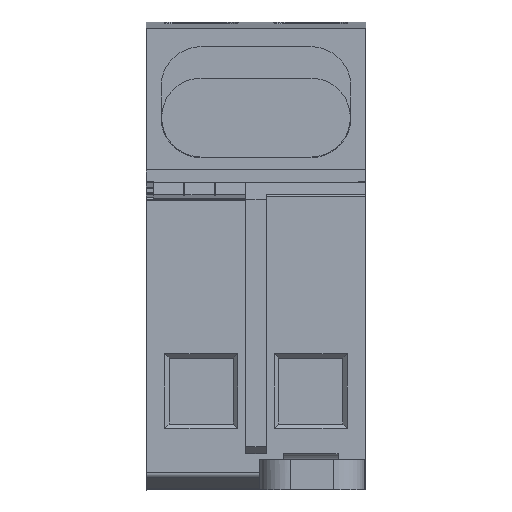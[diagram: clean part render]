
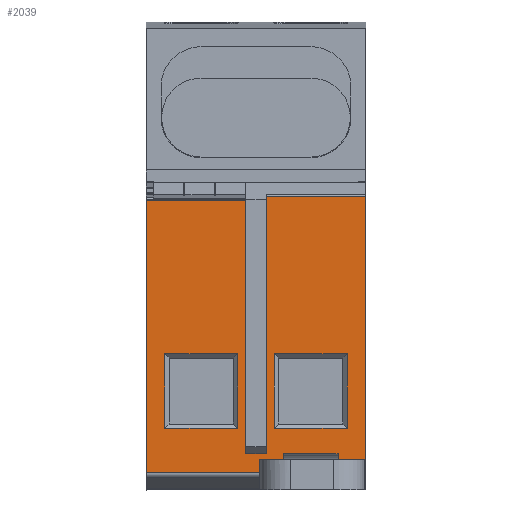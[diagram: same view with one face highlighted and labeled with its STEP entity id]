
A CAD part, front view. The second image highlights one B-rep face of the part: STEP entity #2039.
In plain terms, the highlighted planar face has unit normal (0, -1, 0).
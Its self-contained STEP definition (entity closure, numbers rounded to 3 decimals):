
#1880=AXIS2_PLACEMENT_3D('Plane Axis2P3D',#1877,#1878,#1879) ;
#563=CARTESIAN_POINT('Line Origine',(0.,6.5,24.897)) ;
#567=CARTESIAN_POINT('Vertex',(0.,6.5,46.974)) ;
#569=CARTESIAN_POINT('Vertex',(0.,6.5,2.821)) ;
#1877=CARTESIAN_POINT('Axis2P3D Location',(17.8,6.5,47.678)) ;
#1882=CARTESIAN_POINT('Line Origine',(16.15,6.5,26.437)) ;
#1886=CARTESIAN_POINT('Vertex',(16.15,6.5,46.974)) ;
#1888=CARTESIAN_POINT('Vertex',(16.15,6.5,5.9)) ;
#1891=CARTESIAN_POINT('Line Origine',(8.075,6.5,46.974)) ;
#1896=CARTESIAN_POINT('Line Origine',(11.15,6.5,2.821)) ;
#1900=CARTESIAN_POINT('Vertex',(22.3,6.5,2.821)) ;
#1903=CARTESIAN_POINT('Line Origine',(22.3,6.5,4.36)) ;
#1907=CARTESIAN_POINT('Vertex',(22.3,6.5,5.9)) ;
#1910=CARTESIAN_POINT('Line Origine',(26.7,6.5,5.9)) ;
#1914=CARTESIAN_POINT('Vertex',(31.1,6.5,5.9)) ;
#1917=CARTESIAN_POINT('Line Origine',(31.1,6.5,4.36)) ;
#1921=CARTESIAN_POINT('Vertex',(31.1,6.5,2.821)) ;
#1924=CARTESIAN_POINT('Line Origine',(33.35,6.5,2.821)) ;
#1928=CARTESIAN_POINT('Vertex',(35.6,6.5,2.821)) ;
#1931=CARTESIAN_POINT('Line Origine',(35.6,6.5,25.249)) ;
#1935=CARTESIAN_POINT('Vertex',(35.6,6.5,47.678)) ;
#1938=CARTESIAN_POINT('Line Origine',(27.525,6.5,47.678)) ;
#1942=CARTESIAN_POINT('Vertex',(19.45,6.5,47.678)) ;
#1945=CARTESIAN_POINT('Line Origine',(19.45,6.5,26.789)) ;
#1949=CARTESIAN_POINT('Vertex',(19.45,6.5,5.9)) ;
#1952=CARTESIAN_POINT('Line Origine',(17.8,6.5,5.9)) ;
#1971=CARTESIAN_POINT('Line Origine',(20.8,6.5,16.05)) ;
#1975=CARTESIAN_POINT('Vertex',(20.8,6.5,22.1)) ;
#1977=CARTESIAN_POINT('Vertex',(20.8,6.5,10.)) ;
#1980=CARTESIAN_POINT('Line Origine',(26.7,6.5,22.1)) ;
#1984=CARTESIAN_POINT('Vertex',(32.6,6.5,22.1)) ;
#1987=CARTESIAN_POINT('Line Origine',(32.6,6.5,16.05)) ;
#1991=CARTESIAN_POINT('Vertex',(32.6,6.5,10.)) ;
#1994=CARTESIAN_POINT('Line Origine',(26.7,6.5,10.)) ;
#2005=CARTESIAN_POINT('Line Origine',(14.8,6.5,16.05)) ;
#2009=CARTESIAN_POINT('Vertex',(14.8,6.5,10.)) ;
#2011=CARTESIAN_POINT('Vertex',(14.8,6.5,22.1)) ;
#2014=CARTESIAN_POINT('Line Origine',(8.9,6.5,10.)) ;
#2018=CARTESIAN_POINT('Vertex',(3.,6.5,10.)) ;
#2021=CARTESIAN_POINT('Line Origine',(3.,6.5,16.05)) ;
#2025=CARTESIAN_POINT('Vertex',(3.,6.5,22.1)) ;
#2028=CARTESIAN_POINT('Line Origine',(8.9,6.5,22.1)) ;
#564=DIRECTION('Vector Direction',(0.,0.,-1.)) ;
#1878=DIRECTION('Axis2P3D Direction',(0.,1.,0.)) ;
#1879=DIRECTION('Axis2P3D XDirection',(-1.,0.,0.)) ;
#1883=DIRECTION('Vector Direction',(0.,0.,-1.)) ;
#1892=DIRECTION('Vector Direction',(1.,0.,0.)) ;
#1897=DIRECTION('Vector Direction',(1.,0.,0.)) ;
#1904=DIRECTION('Vector Direction',(0.,0.,-1.)) ;
#1911=DIRECTION('Vector Direction',(-1.,0.,0.)) ;
#1918=DIRECTION('Vector Direction',(0.,0.,-1.)) ;
#1925=DIRECTION('Vector Direction',(1.,0.,0.)) ;
#1932=DIRECTION('Vector Direction',(0.,0.,-1.)) ;
#1939=DIRECTION('Vector Direction',(1.,0.,0.)) ;
#1946=DIRECTION('Vector Direction',(0.,0.,-1.)) ;
#1953=DIRECTION('Vector Direction',(-1.,0.,0.)) ;
#1972=DIRECTION('Vector Direction',(0.,0.,-1.)) ;
#1981=DIRECTION('Vector Direction',(-1.,0.,0.)) ;
#1988=DIRECTION('Vector Direction',(0.,0.,1.)) ;
#1995=DIRECTION('Vector Direction',(1.,0.,0.)) ;
#2006=DIRECTION('Vector Direction',(0.,0.,1.)) ;
#2015=DIRECTION('Vector Direction',(1.,0.,0.)) ;
#2022=DIRECTION('Vector Direction',(0.,0.,-1.)) ;
#2029=DIRECTION('Vector Direction',(-1.,0.,0.)) ;
#565=VECTOR('Line Direction',#564,1.) ;
#1884=VECTOR('Line Direction',#1883,1.) ;
#1893=VECTOR('Line Direction',#1892,1.) ;
#1898=VECTOR('Line Direction',#1897,1.) ;
#1905=VECTOR('Line Direction',#1904,1.) ;
#1912=VECTOR('Line Direction',#1911,1.) ;
#1919=VECTOR('Line Direction',#1918,1.) ;
#1926=VECTOR('Line Direction',#1925,1.) ;
#1933=VECTOR('Line Direction',#1932,1.) ;
#1940=VECTOR('Line Direction',#1939,1.) ;
#1947=VECTOR('Line Direction',#1946,1.) ;
#1954=VECTOR('Line Direction',#1953,1.) ;
#1973=VECTOR('Line Direction',#1972,1.) ;
#1982=VECTOR('Line Direction',#1981,1.) ;
#1989=VECTOR('Line Direction',#1988,1.) ;
#1996=VECTOR('Line Direction',#1995,1.) ;
#2007=VECTOR('Line Direction',#2006,1.) ;
#2016=VECTOR('Line Direction',#2015,1.) ;
#2023=VECTOR('Line Direction',#2022,1.) ;
#2030=VECTOR('Line Direction',#2029,1.) ;
#1958=ORIENTED_EDGE('',*,*,#1890,.F.) ;
#1959=ORIENTED_EDGE('',*,*,#1895,.F.) ;
#1960=ORIENTED_EDGE('',*,*,#571,.T.) ;
#1961=ORIENTED_EDGE('',*,*,#1902,.T.) ;
#1962=ORIENTED_EDGE('',*,*,#1909,.F.) ;
#1963=ORIENTED_EDGE('',*,*,#1916,.F.) ;
#1964=ORIENTED_EDGE('',*,*,#1923,.T.) ;
#1965=ORIENTED_EDGE('',*,*,#1930,.F.) ;
#1966=ORIENTED_EDGE('',*,*,#1937,.F.) ;
#1967=ORIENTED_EDGE('',*,*,#1944,.T.) ;
#1968=ORIENTED_EDGE('',*,*,#1951,.T.) ;
#1969=ORIENTED_EDGE('',*,*,#1956,.T.) ;
#2000=ORIENTED_EDGE('',*,*,#1979,.F.) ;
#2001=ORIENTED_EDGE('',*,*,#1986,.F.) ;
#2002=ORIENTED_EDGE('',*,*,#1993,.F.) ;
#2003=ORIENTED_EDGE('',*,*,#1998,.F.) ;
#2034=ORIENTED_EDGE('',*,*,#2013,.F.) ;
#2035=ORIENTED_EDGE('',*,*,#2020,.F.) ;
#2036=ORIENTED_EDGE('',*,*,#2027,.F.) ;
#2037=ORIENTED_EDGE('',*,*,#2032,.F.) ;
#2004=FACE_BOUND('',#1999,.T.) ;
#2038=FACE_BOUND('',#2033,.T.) ;
#2039=ADVANCED_FACE('SOCKEL',(#1970,#2004,#2038),#1881,.F.) ;
#571=EDGE_CURVE('',#568,#570,#566,.T.) ;
#1890=EDGE_CURVE('',#1887,#1889,#1885,.T.) ;
#1895=EDGE_CURVE('',#568,#1887,#1894,.T.) ;
#1902=EDGE_CURVE('',#570,#1901,#1899,.T.) ;
#1909=EDGE_CURVE('',#1908,#1901,#1906,.T.) ;
#1916=EDGE_CURVE('',#1915,#1908,#1913,.T.) ;
#1923=EDGE_CURVE('',#1915,#1922,#1920,.T.) ;
#1930=EDGE_CURVE('',#1929,#1922,#1927,.F.) ;
#1937=EDGE_CURVE('',#1936,#1929,#1934,.T.) ;
#1944=EDGE_CURVE('',#1936,#1943,#1941,.F.) ;
#1951=EDGE_CURVE('',#1943,#1950,#1948,.T.) ;
#1956=EDGE_CURVE('',#1950,#1889,#1955,.T.) ;
#1979=EDGE_CURVE('',#1976,#1978,#1974,.T.) ;
#1986=EDGE_CURVE('',#1985,#1976,#1983,.T.) ;
#1993=EDGE_CURVE('',#1992,#1985,#1990,.T.) ;
#1998=EDGE_CURVE('',#1978,#1992,#1997,.T.) ;
#2013=EDGE_CURVE('',#2010,#2012,#2008,.T.) ;
#2020=EDGE_CURVE('',#2019,#2010,#2017,.T.) ;
#2027=EDGE_CURVE('',#2026,#2019,#2024,.T.) ;
#2032=EDGE_CURVE('',#2012,#2026,#2031,.T.) ;
#1957=EDGE_LOOP('',(#1958,#1959,#1960,#1961,#1962,#1963,#1964,#1965,#1966,#1967,#1968,#1969)) ;
#1999=EDGE_LOOP('',(#2000,#2001,#2002,#2003)) ;
#2033=EDGE_LOOP('',(#2034,#2035,#2036,#2037)) ;
#1970=FACE_OUTER_BOUND('',#1957,.T.) ;
#566=LINE('Line',#563,#565) ;
#1885=LINE('Line',#1882,#1884) ;
#1894=LINE('Line',#1891,#1893) ;
#1899=LINE('Line',#1896,#1898) ;
#1906=LINE('Line',#1903,#1905) ;
#1913=LINE('Line',#1910,#1912) ;
#1920=LINE('Line',#1917,#1919) ;
#1927=LINE('Line',#1924,#1926) ;
#1934=LINE('Line',#1931,#1933) ;
#1941=LINE('Line',#1938,#1940) ;
#1948=LINE('Line',#1945,#1947) ;
#1955=LINE('Line',#1952,#1954) ;
#1974=LINE('Line',#1971,#1973) ;
#1983=LINE('Line',#1980,#1982) ;
#1990=LINE('Line',#1987,#1989) ;
#1997=LINE('Line',#1994,#1996) ;
#2008=LINE('Line',#2005,#2007) ;
#2017=LINE('Line',#2014,#2016) ;
#2024=LINE('Line',#2021,#2023) ;
#2031=LINE('Line',#2028,#2030) ;
#1881=PLANE('',#1880) ;
#568=VERTEX_POINT('',#567) ;
#570=VERTEX_POINT('',#569) ;
#1887=VERTEX_POINT('',#1886) ;
#1889=VERTEX_POINT('',#1888) ;
#1901=VERTEX_POINT('',#1900) ;
#1908=VERTEX_POINT('',#1907) ;
#1915=VERTEX_POINT('',#1914) ;
#1922=VERTEX_POINT('',#1921) ;
#1929=VERTEX_POINT('',#1928) ;
#1936=VERTEX_POINT('',#1935) ;
#1943=VERTEX_POINT('',#1942) ;
#1950=VERTEX_POINT('',#1949) ;
#1976=VERTEX_POINT('',#1975) ;
#1978=VERTEX_POINT('',#1977) ;
#1985=VERTEX_POINT('',#1984) ;
#1992=VERTEX_POINT('',#1991) ;
#2010=VERTEX_POINT('',#2009) ;
#2012=VERTEX_POINT('',#2011) ;
#2019=VERTEX_POINT('',#2018) ;
#2026=VERTEX_POINT('',#2025) ;
